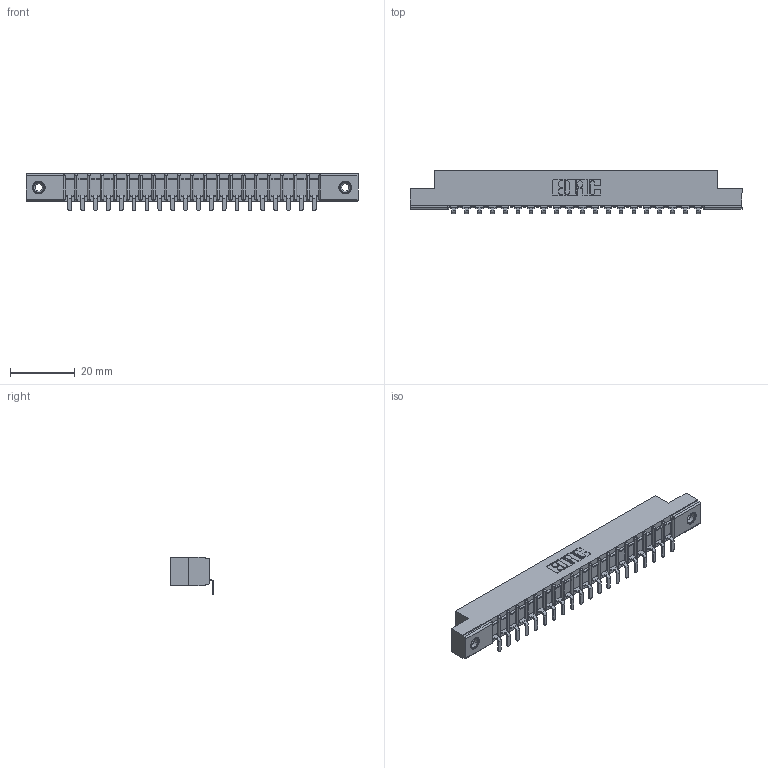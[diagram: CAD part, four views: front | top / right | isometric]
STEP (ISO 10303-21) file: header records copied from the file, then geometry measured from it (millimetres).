
FILE_DESCRIPTION (( 'STEP AP203' ), '1' );
FILE_NAME ('357-020-553-108.STEP', '2019-09-16T22:24:58', ( '' ), ( '' ), 'SwSTEP 2.0', 'SolidWorks 2016', '' );
FILE_SCHEMA (( 'CONFIG_CONTROL_DESIGN' ));
Length unit declared in the file: inch
Products named in the file (4): 345-250-001_345-250-003-102; 357-020-553-108; 307 Part_.156 Dia Mounting Holes; 307-290-002_553
Assembly tree (23 placements, depth 2):
  357-020-553-108
    307 Part_.156 Dia Mounting Holes
    307-290-002_553  x20
    345-250-001_345-250-003-102  x2
Bounding box: 102.26 x 13.32 x 11.51 mm (x, y, z)
Volume: 6743.4 mm3; surface area: 12178.6 mm2
Topology: 23 solids, 23 shells, 1759 faces, 5339 edges, 3494 vertices
Faces by surface type: plane 1042, cylinder 659, sphere 42, cone 12, torus 4
Entity records: 21897 total; most frequent: CARTESIAN_POINT 3671, ORIENTED_EDGE 3654, DIRECTION 3587, EDGE_CURVE 1827, LINE 1387, VECTOR 1387, VERTEX_POINT 1184, AXIS2_PLACEMENT_3D 1100
